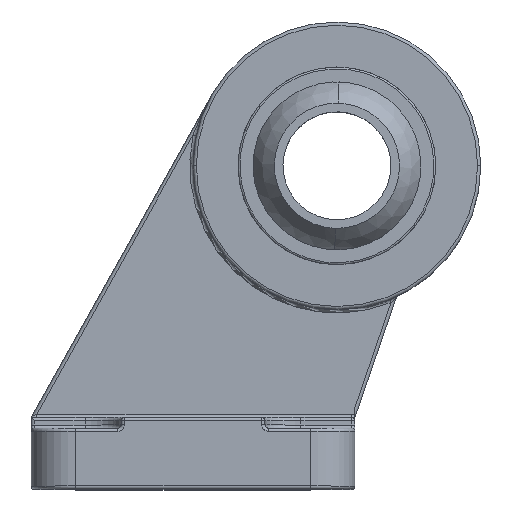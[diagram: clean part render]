
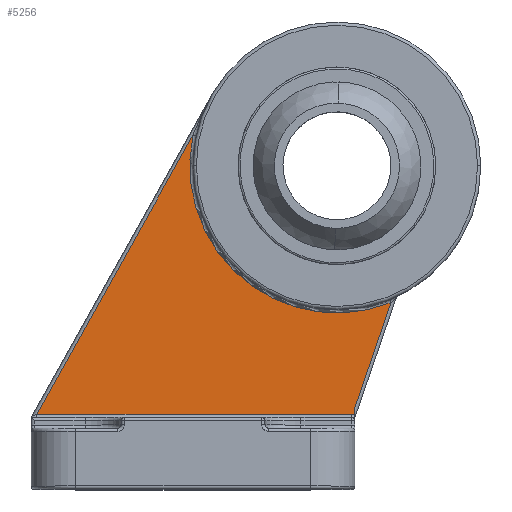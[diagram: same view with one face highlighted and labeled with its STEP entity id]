
A CAD part, top view. The second image highlights one B-rep face of the part: STEP entity #5256.
In plain terms, the highlighted planar face has unit normal (0, 0, 1).
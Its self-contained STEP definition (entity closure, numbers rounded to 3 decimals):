
#148 = LINE ( 'NONE', #5115, #7306 ) ;
#171 = DIRECTION ( 'NONE',  ( 1., 0., 0. ) ) ;
#341 = DIRECTION ( 'NONE',  ( -0.488, -0.873, 0. ) ) ;
#416 = DIRECTION ( 'NONE',  ( 0., 0., 1. ) ) ;
#497 = EDGE_CURVE ( 'NONE', #6629, #516, #1069, .T. ) ;
#516 = VERTEX_POINT ( 'NONE', #6041 ) ;
#517 = DIRECTION ( 'NONE',  ( 1., 0., 0. ) ) ;
#558 = CARTESIAN_POINT ( 'NONE',  ( -43.465, 20.9, 8.333 ) ) ;
#629 = ORIENTED_EDGE ( 'NONE', *, *, #763, .T. ) ;
#717 = DIRECTION ( 'NONE',  ( 0., 0., -1. ) ) ;
#728 = CARTESIAN_POINT ( 'NONE',  ( 44.1, 20.9, 8.333 ) ) ;
#763 = EDGE_CURVE ( 'NONE', #6916, #6629, #148, .T. ) ;
#1069 = CIRCLE ( 'NONE', #7314, 1.8 ) ;
#1096 = CIRCLE ( 'NONE', #5817, 40.9 ) ;
#1591 = ORIENTED_EDGE ( 'NONE', *, *, #497, .T. ) ;
#1639 = LINE ( 'NONE', #2300, #2439 ) ;
#1710 = AXIS2_PLACEMENT_3D ( 'NONE', #3311, #416, #2678 ) ;
#1930 = EDGE_CURVE ( 'NONE', #6299, #6916, #6384, .T. ) ;
#2225 = PLANE ( 'NONE',  #1710 ) ;
#2300 = CARTESIAN_POINT ( 'NONE',  ( 65.153, 81.347, 8.333 ) ) ;
#2367 = LINE ( 'NONE', #6288, #4088 ) ;
#2439 = VECTOR ( 'NONE', #6408, 1000. ) ;
#2619 = DIRECTION ( 'NONE',  ( 0., 0., -1. ) ) ;
#2678 = DIRECTION ( 'NONE',  ( 1., 0., 0. ) ) ;
#2756 = ORIENTED_EDGE ( 'NONE', *, *, #4720, .T. ) ;
#2799 = ORIENTED_EDGE ( 'NONE', *, *, #4171, .T. ) ;
#3311 = CARTESIAN_POINT ( 'NONE',  ( 40., 90., 8.333 ) ) ;
#3881 = EDGE_LOOP ( 'NONE', ( #629, #1591, #5894, #2799, #2756, #6239 ) ) ;
#3949 = DIRECTION ( 'NONE',  ( 0., -1., 0. ) ) ;
#3983 = VERTEX_POINT ( 'NONE', #5448 ) ;
#4087 = EDGE_CURVE ( 'NONE', #4882, #516, #2367, .T. ) ;
#4088 = VECTOR ( 'NONE', #3949, 1000. ) ;
#4171 = EDGE_CURVE ( 'NONE', #4882, #3983, #1639, .T. ) ;
#4720 = EDGE_CURVE ( 'NONE', #3983, #6299, #1096, .T. ) ;
#4870 = CARTESIAN_POINT ( 'NONE',  ( 5.878, 109.091, 8.333 ) ) ;
#4882 = VERTEX_POINT ( 'NONE', #6858 ) ;
#4892 = DIRECTION ( 'NONE',  ( 1., 0., 0. ) ) ;
#5115 = CARTESIAN_POINT ( 'NONE',  ( 44.1, 20.9, 8.333 ) ) ;
#5256 = ADVANCED_FACE ( 'NONE', ( #5987 ), #2225, .T. ) ;
#5448 = CARTESIAN_POINT ( 'NONE',  ( 55.046, 51.968, 8.333 ) ) ;
#5558 = CARTESIAN_POINT ( 'NONE',  ( 40., 90., 8.333 ) ) ;
#5817 = AXIS2_PLACEMENT_3D ( 'NONE', #5558, #2619, #4892 ) ;
#5894 = ORIENTED_EDGE ( 'NONE', *, *, #4087, .F. ) ;
#5956 = CARTESIAN_POINT ( 'NONE',  ( 44.1, 19.1, 8.333 ) ) ;
#5987 = FACE_OUTER_BOUND ( 'NONE', #3881, .T. ) ;
#6041 = CARTESIAN_POINT ( 'NONE',  ( 45., 20.659, 8.333 ) ) ;
#6239 = ORIENTED_EDGE ( 'NONE', *, *, #1930, .T. ) ;
#6288 = CARTESIAN_POINT ( 'NONE',  ( 45., 90., 8.333 ) ) ;
#6293 = VECTOR ( 'NONE', #341, 1000. ) ;
#6299 = VERTEX_POINT ( 'NONE', #6780 ) ;
#6384 = LINE ( 'NONE', #4870, #6293 ) ;
#6408 = DIRECTION ( 'NONE',  ( 0.325, 0.946, 0. ) ) ;
#6629 = VERTEX_POINT ( 'NONE', #728 ) ;
#6780 = CARTESIAN_POINT ( 'NONE',  ( 0.018, 98.619, 8.333 ) ) ;
#6858 = CARTESIAN_POINT ( 'NONE',  ( 45., 22.767, 8.333 ) ) ;
#6916 = VERTEX_POINT ( 'NONE', #558 ) ;
#7306 = VECTOR ( 'NONE', #517, 1000. ) ;
#7314 = AXIS2_PLACEMENT_3D ( 'NONE', #5956, #717, #171 ) ;
